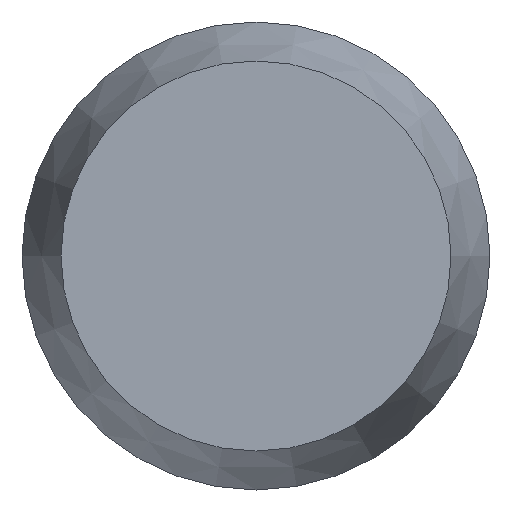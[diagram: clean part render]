
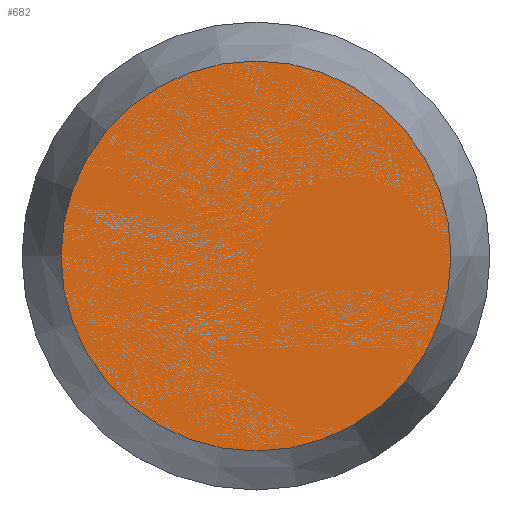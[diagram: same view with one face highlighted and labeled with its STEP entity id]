
A CAD part, front view. The second image highlights one B-rep face of the part: STEP entity #682.
In plain terms, the highlighted planar face has unit normal (0, -1, 0).
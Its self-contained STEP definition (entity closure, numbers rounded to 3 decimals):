
#597 = CYLINDRICAL_SURFACE('',#598,2.5);
#598 = AXIS2_PLACEMENT_3D('',#599,#600,#601);
#599 = CARTESIAN_POINT('',(0.,19.448,0.));
#600 = DIRECTION('',(-0.,-1.,0.));
#601 = DIRECTION('',(1.,0.,0.));
#615 = VERTEX_POINT('',#616);
#616 = CARTESIAN_POINT('',(2.5,2.448,0.));
#637 = EDGE_CURVE('',#615,#615,#638,.T.);
#638 = SURFACE_CURVE('',#639,(#644,#651),.PCURVE_S1.);
#639 = CIRCLE('',#640,2.5);
#640 = AXIS2_PLACEMENT_3D('',#641,#642,#643);
#641 = CARTESIAN_POINT('',(0.,2.448,0.));
#642 = DIRECTION('',(0.,1.,0.));
#643 = DIRECTION('',(1.,0.,0.));
#644 = PCURVE('',#597,#645);
#645 = DEFINITIONAL_REPRESENTATION('',(#646),#650);
#646 = LINE('',#647,#648);
#647 = CARTESIAN_POINT('',(-0.,17.));
#648 = VECTOR('',#649,1.);
#649 = DIRECTION('',(-1.,0.));
#650 = ( GEOMETRIC_REPRESENTATION_CONTEXT(2) 
PARAMETRIC_REPRESENTATION_CONTEXT() REPRESENTATION_CONTEXT('2D SPACE',''
  ) );
#651 = PCURVE('',#652,#657);
#652 = PLANE('',#653);
#653 = AXIS2_PLACEMENT_3D('',#654,#655,#656);
#654 = CARTESIAN_POINT('',(0.,2.448,0.));
#655 = DIRECTION('',(0.,1.,0.));
#656 = DIRECTION('',(1.,0.,0.));
#657 = DEFINITIONAL_REPRESENTATION('',(#658),#662);
#658 = CIRCLE('',#659,2.5);
#659 = AXIS2_PLACEMENT_2D('',#660,#661);
#660 = CARTESIAN_POINT('',(0.,0.));
#661 = DIRECTION('',(1.,0.));
#662 = ( GEOMETRIC_REPRESENTATION_CONTEXT(2) 
PARAMETRIC_REPRESENTATION_CONTEXT() REPRESENTATION_CONTEXT('2D SPACE',''
  ) );
#682 = ADVANCED_FACE('',(#683),#652,.F.);
#683 = FACE_BOUND('',#684,.F.);
#684 = EDGE_LOOP('',(#685));
#685 = ORIENTED_EDGE('',*,*,#637,.T.);
